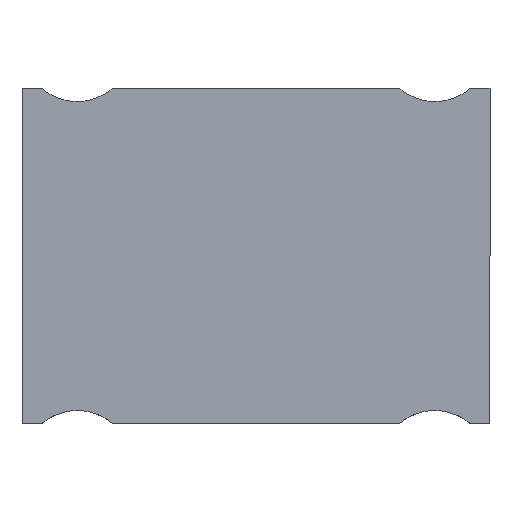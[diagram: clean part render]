
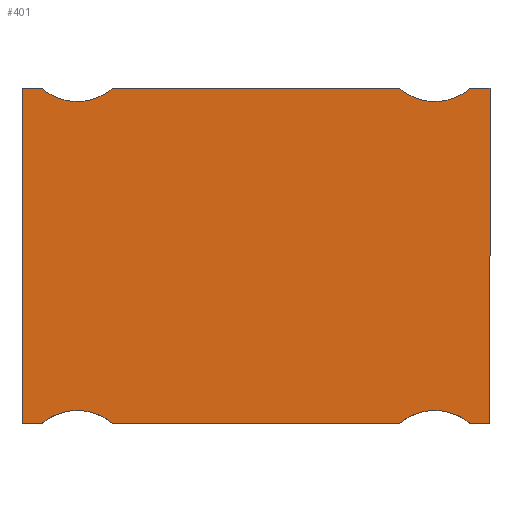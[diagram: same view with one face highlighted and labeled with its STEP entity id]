
A CAD part, front view. The second image highlights one B-rep face of the part: STEP entity #401.
In plain terms, the highlighted planar face has unit normal (0, -1, 0).
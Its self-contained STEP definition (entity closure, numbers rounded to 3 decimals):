
#6 = AXIS2_PLACEMENT_3D ( 'NONE', #792, #441, #161 ) ;
#7 = ORIENTED_EDGE ( 'NONE', *, *, #35, .F. ) ;
#24 = ORIENTED_EDGE ( 'NONE', *, *, #809, .F. ) ;
#30 = CARTESIAN_POINT ( 'NONE',  ( 3.21, 0., -2.51 ) ) ;
#35 = EDGE_CURVE ( 'NONE', #306, #90, #780, .T. ) ;
#37 = CARTESIAN_POINT ( 'NONE',  ( 3.5, 0., 2.51 ) ) ;
#40 = VECTOR ( 'NONE', #764, 1000. ) ;
#46 = VERTEX_POINT ( 'NONE', #766 ) ;
#72 = LINE ( 'NONE', #639, #600 ) ;
#87 = CARTESIAN_POINT ( 'NONE',  ( 3.5, 0., -2.51 ) ) ;
#90 = VERTEX_POINT ( 'NONE', #889 ) ;
#91 = DIRECTION ( 'NONE',  ( 1., 0., 0. ) ) ;
#94 = EDGE_CURVE ( 'NONE', #458, #46, #198, .T. ) ;
#102 = CIRCLE ( 'NONE', #862, 0.821 ) ;
#104 = DIRECTION ( 'NONE',  ( 0., 1., 0. ) ) ;
#108 = CARTESIAN_POINT ( 'NONE',  ( 2.674, 0., 3.131 ) ) ;
#115 = LINE ( 'NONE', #716, #880 ) ;
#116 = EDGE_CURVE ( 'NONE', #853, #165, #711, .T. ) ;
#117 = ORIENTED_EDGE ( 'NONE', *, *, #476, .F. ) ;
#120 = DIRECTION ( 'NONE',  ( -1., 0., 0. ) ) ;
#121 = ORIENTED_EDGE ( 'NONE', *, *, #237, .F. ) ;
#125 = DIRECTION ( 'NONE',  ( 0., -1., 0. ) ) ;
#134 = CARTESIAN_POINT ( 'NONE',  ( 3.21, 0., -2.51 ) ) ;
#155 = LINE ( 'NONE', #502, #387 ) ;
#161 = DIRECTION ( 'NONE',  ( 0., 0., -1. ) ) ;
#164 = FACE_OUTER_BOUND ( 'NONE', #352, .T. ) ;
#165 = VERTEX_POINT ( 'NONE', #325 ) ;
#182 = EDGE_CURVE ( 'NONE', #46, #853, #480, .T. ) ;
#185 = DIRECTION ( 'NONE',  ( 0., -1., 0. ) ) ;
#188 = DIRECTION ( 'NONE',  ( 0., 0., 1. ) ) ;
#198 = LINE ( 'NONE', #674, #896 ) ;
#204 = VECTOR ( 'NONE', #842, 1000. ) ;
#209 = VERTEX_POINT ( 'NONE', #848 ) ;
#219 = DIRECTION ( 'NONE',  ( 0., -1., 0. ) ) ;
#237 = EDGE_CURVE ( 'NONE', #548, #458, #621, .T. ) ;
#238 = DIRECTION ( 'NONE',  ( 0., 0., -1. ) ) ;
#240 = DIRECTION ( 'NONE',  ( 0., -1., 0. ) ) ;
#247 = DIRECTION ( 'NONE',  ( 0., -1., 0. ) ) ;
#248 = EDGE_CURVE ( 'NONE', #700, #673, #72, .T. ) ;
#253 = CARTESIAN_POINT ( 'NONE',  ( -2.674, 0., 2.31 ) ) ;
#269 = CARTESIAN_POINT ( 'NONE',  ( -3.5, 0., -2.51 ) ) ;
#274 = AXIS2_PLACEMENT_3D ( 'NONE', #774, #125, #681 ) ;
#290 = CARTESIAN_POINT ( 'NONE',  ( -3.21, 0., 2.51 ) ) ;
#304 = CIRCLE ( 'NONE', #6, 0.821 ) ;
#306 = VERTEX_POINT ( 'NONE', #438 ) ;
#317 = DIRECTION ( 'NONE',  ( 0., 0., 1. ) ) ;
#325 = CARTESIAN_POINT ( 'NONE',  ( -3.5, 0., -2.51 ) ) ;
#337 = EDGE_CURVE ( 'NONE', #679, #548, #558, .T. ) ;
#352 = EDGE_LOOP ( 'NONE', ( #754, #7, #526, #360, #117, #662, #532, #459, #760, #738, #447, #121, #876, #24 ) ) ;
#360 = ORIENTED_EDGE ( 'NONE', *, *, #894, .F. ) ;
#387 = VECTOR ( 'NONE', #91, 1000. ) ;
#389 = PLANE ( 'NONE',  #540 ) ;
#401 = ADVANCED_FACE ( 'NONE', ( #164 ), #389, .F. ) ;
#419 = VERTEX_POINT ( 'NONE', #253 ) ;
#421 = EDGE_CURVE ( 'NONE', #90, #714, #516, .T. ) ;
#438 = CARTESIAN_POINT ( 'NONE',  ( 2.674, 0., 2.31 ) ) ;
#441 = DIRECTION ( 'NONE',  ( 0., -1., 0. ) ) ;
#447 = ORIENTED_EDGE ( 'NONE', *, *, #94, .F. ) ;
#451 = EDGE_CURVE ( 'NONE', #165, #700, #115, .T. ) ;
#458 = VERTEX_POINT ( 'NONE', #582 ) ;
#459 = ORIENTED_EDGE ( 'NONE', *, *, #451, .F. ) ;
#469 = DIRECTION ( 'NONE',  ( -1., 0., 0. ) ) ;
#476 = EDGE_CURVE ( 'NONE', #419, #637, #304, .T. ) ;
#480 = CIRCLE ( 'NONE', #790, 0.821 ) ;
#481 = CARTESIAN_POINT ( 'NONE',  ( -3.5, 0., 2.51 ) ) ;
#486 = CARTESIAN_POINT ( 'NONE',  ( 3.5, 0., 2.51 ) ) ;
#489 = VECTOR ( 'NONE', #658, 1000. ) ;
#502 = CARTESIAN_POINT ( 'NONE',  ( 2.137, 0., 2.51 ) ) ;
#516 = LINE ( 'NONE', #37, #489 ) ;
#526 = ORIENTED_EDGE ( 'NONE', *, *, #715, .F. ) ;
#527 = CIRCLE ( 'NONE', #747, 0.821 ) ;
#529 = EDGE_CURVE ( 'NONE', #673, #419, #102, .T. ) ;
#531 = VECTOR ( 'NONE', #120, 1000. ) ;
#532 = ORIENTED_EDGE ( 'NONE', *, *, #248, .F. ) ;
#540 = AXIS2_PLACEMENT_3D ( 'NONE', #595, #104, #317 ) ;
#544 = CARTESIAN_POINT ( 'NONE',  ( -2.674, 0., -3.131 ) ) ;
#548 = VERTEX_POINT ( 'NONE', #30 ) ;
#558 = LINE ( 'NONE', #134, #204 ) ;
#572 = CARTESIAN_POINT ( 'NONE',  ( -2.137, 0., 2.51 ) ) ;
#582 = CARTESIAN_POINT ( 'NONE',  ( 2.137, 0., -2.51 ) ) ;
#588 = CARTESIAN_POINT ( 'NONE',  ( -2.674, 0., 3.131 ) ) ;
#595 = CARTESIAN_POINT ( 'NONE',  ( 2.674, 0., 3.131 ) ) ;
#600 = VECTOR ( 'NONE', #707, 1000. ) ;
#621 = CIRCLE ( 'NONE', #831, 0.821 ) ;
#636 = DIRECTION ( 'NONE',  ( 0., 0., -1. ) ) ;
#637 = VERTEX_POINT ( 'NONE', #572 ) ;
#639 = CARTESIAN_POINT ( 'NONE',  ( -3.21, 0., 2.51 ) ) ;
#658 = DIRECTION ( 'NONE',  ( 1., 0., 0. ) ) ;
#662 = ORIENTED_EDGE ( 'NONE', *, *, #529, .F. ) ;
#673 = VERTEX_POINT ( 'NONE', #290 ) ;
#674 = CARTESIAN_POINT ( 'NONE',  ( -2.137, 0., -2.51 ) ) ;
#679 = VERTEX_POINT ( 'NONE', #87 ) ;
#681 = DIRECTION ( 'NONE',  ( 0., 0., 1. ) ) ;
#689 = CARTESIAN_POINT ( 'NONE',  ( 3.5, 0., -2.51 ) ) ;
#695 = CARTESIAN_POINT ( 'NONE',  ( -3.21, 0., -2.51 ) ) ;
#700 = VERTEX_POINT ( 'NONE', #481 ) ;
#702 = CARTESIAN_POINT ( 'NONE',  ( 2.674, 0., -3.131 ) ) ;
#707 = DIRECTION ( 'NONE',  ( 1., 0., 0. ) ) ;
#711 = LINE ( 'NONE', #269, #531 ) ;
#714 = VERTEX_POINT ( 'NONE', #486 ) ;
#715 = EDGE_CURVE ( 'NONE', #209, #306, #527, .T. ) ;
#716 = CARTESIAN_POINT ( 'NONE',  ( -3.5, 0., -2.51 ) ) ;
#738 = ORIENTED_EDGE ( 'NONE', *, *, #182, .F. ) ;
#747 = AXIS2_PLACEMENT_3D ( 'NONE', #108, #247, #802 ) ;
#754 = ORIENTED_EDGE ( 'NONE', *, *, #421, .F. ) ;
#760 = ORIENTED_EDGE ( 'NONE', *, *, #116, .F. ) ;
#764 = DIRECTION ( 'NONE',  ( 0., 0., -1. ) ) ;
#766 = CARTESIAN_POINT ( 'NONE',  ( -2.137, 0., -2.51 ) ) ;
#774 = CARTESIAN_POINT ( 'NONE',  ( 2.674, 0., 3.131 ) ) ;
#780 = CIRCLE ( 'NONE', #274, 0.821 ) ;
#790 = AXIS2_PLACEMENT_3D ( 'NONE', #544, #185, #188 ) ;
#792 = CARTESIAN_POINT ( 'NONE',  ( -2.674, 0., 3.131 ) ) ;
#797 = LINE ( 'NONE', #689, #40 ) ;
#802 = DIRECTION ( 'NONE',  ( 0., 0., 1. ) ) ;
#809 = EDGE_CURVE ( 'NONE', #714, #679, #797, .T. ) ;
#831 = AXIS2_PLACEMENT_3D ( 'NONE', #702, #219, #636 ) ;
#842 = DIRECTION ( 'NONE',  ( -1., 0., 0. ) ) ;
#848 = CARTESIAN_POINT ( 'NONE',  ( 2.137, 0., 2.51 ) ) ;
#853 = VERTEX_POINT ( 'NONE', #695 ) ;
#858 = DIRECTION ( 'NONE',  ( 0., 0., 1. ) ) ;
#862 = AXIS2_PLACEMENT_3D ( 'NONE', #588, #240, #238 ) ;
#876 = ORIENTED_EDGE ( 'NONE', *, *, #337, .F. ) ;
#880 = VECTOR ( 'NONE', #858, 1000. ) ;
#889 = CARTESIAN_POINT ( 'NONE',  ( 3.21, 0., 2.51 ) ) ;
#894 = EDGE_CURVE ( 'NONE', #637, #209, #155, .T. ) ;
#896 = VECTOR ( 'NONE', #469, 1000. ) ;
